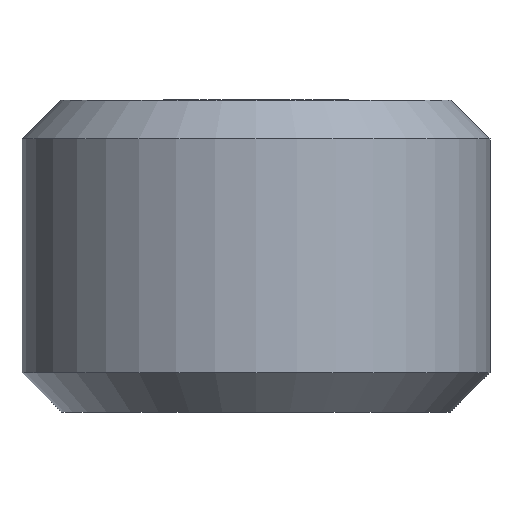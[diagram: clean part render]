
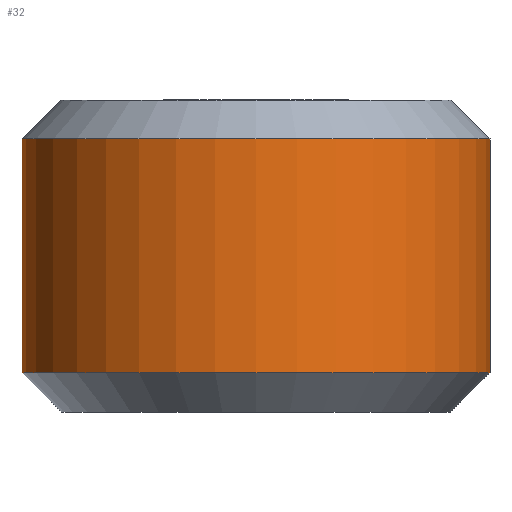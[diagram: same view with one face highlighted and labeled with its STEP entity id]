
A CAD part, front view. The second image highlights one B-rep face of the part: STEP entity #32.
In plain terms, the highlighted cylindrical face has radius 6 mm (diameter 12 mm), a full revolution.
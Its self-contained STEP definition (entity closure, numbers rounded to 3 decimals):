
#11 = CIRCLE ( 'NONE', #26, 6. ) ;
#19 = DIRECTION ( 'NONE',  ( 0., 0., -1. ) ) ;
#26 = AXIS2_PLACEMENT_3D ( 'NONE', #34, #139, #97 ) ;
#32 = ADVANCED_FACE ( 'NONE', ( #43, #161 ), #92, .T. ) ;
#34 = CARTESIAN_POINT ( 'NONE',  ( 0., 0., 1. ) ) ;
#37 = DIRECTION ( 'NONE',  ( 1., 0., 0. ) ) ;
#43 = FACE_OUTER_BOUND ( 'NONE', #130, .T. ) ;
#60 = AXIS2_PLACEMENT_3D ( 'NONE', #170, #124, #78 ) ;
#62 = ORIENTED_EDGE ( 'NONE', *, *, #164, .T. ) ;
#70 = CARTESIAN_POINT ( 'NONE',  ( 6., 0., 7. ) ) ;
#78 = DIRECTION ( 'NONE',  ( -1., 0., 0. ) ) ;
#81 = CIRCLE ( 'NONE', #146, 6. ) ;
#92 = CYLINDRICAL_SURFACE ( 'NONE', #60, 6. ) ;
#97 = DIRECTION ( 'NONE',  ( 1., 0., 0. ) ) ;
#105 = CARTESIAN_POINT ( 'NONE',  ( 6., 0., 1. ) ) ;
#120 = VERTEX_POINT ( 'NONE', #105 ) ;
#124 = DIRECTION ( 'NONE',  ( 0., 0., -1. ) ) ;
#130 = EDGE_LOOP ( 'NONE', ( #171 ) ) ;
#135 = VERTEX_POINT ( 'NONE', #70 ) ;
#139 = DIRECTION ( 'NONE',  ( 0., 0., 1. ) ) ;
#146 = AXIS2_PLACEMENT_3D ( 'NONE', #209, #19, #37 ) ;
#151 = EDGE_CURVE ( 'NONE', #120, #120, #11, .T. ) ;
#161 = FACE_OUTER_BOUND ( 'NONE', #169, .T. ) ;
#164 = EDGE_CURVE ( 'NONE', #135, #135, #81, .T. ) ;
#169 = EDGE_LOOP ( 'NONE', ( #62 ) ) ;
#170 = CARTESIAN_POINT ( 'NONE',  ( 0., 0., 8. ) ) ;
#171 = ORIENTED_EDGE ( 'NONE', *, *, #151, .T. ) ;
#209 = CARTESIAN_POINT ( 'NONE',  ( 0., 0., 7. ) ) ;
